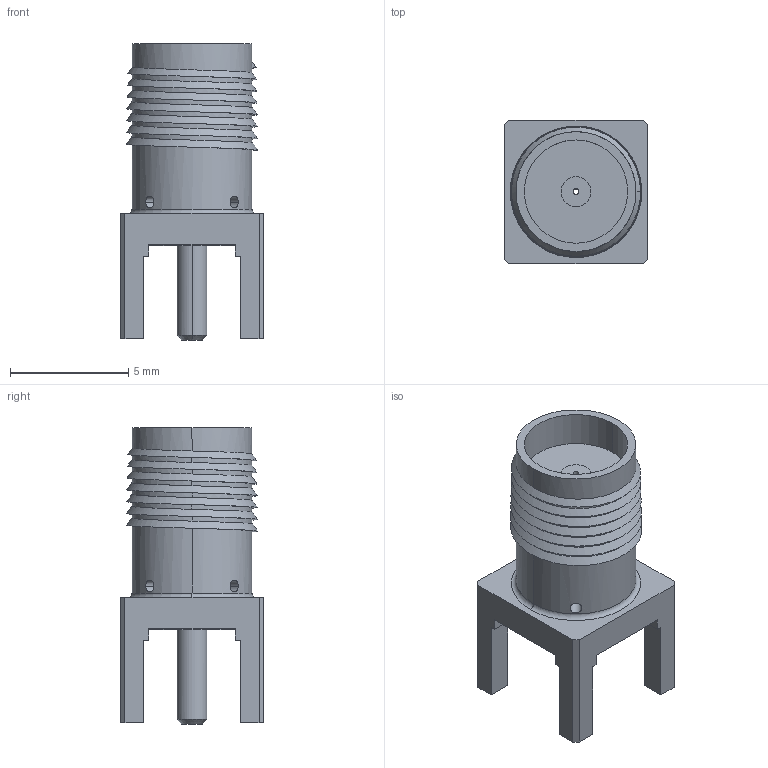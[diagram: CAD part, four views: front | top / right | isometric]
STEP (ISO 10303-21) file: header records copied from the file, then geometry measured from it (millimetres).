
FILE_DESCRIPTION (( 'STEP AP214' ), '1' );
FILE_NAME ('Molex - 73391-0060.STEP', '2011-06-03T00:38:59', ( '' ), ( '' ), 'SwSTEP 2.0', 'SolidWorks 2011', '' );
FILE_SCHEMA (( 'AUTOMOTIVE_DESIGN' ));
Length unit declared in the file: millimetre
Products named in the file (1): Molex - 73391-0060
Bounding box: 6.08 x 6.08 x 12.55 mm (x, y, z)
Volume: 195.2 mm3; surface area: 431.9 mm2
Topology: 2 solids, 2 shells, 92 faces, 251 edges, 162 vertices
Faces by surface type: cylinder 44, plane 41, bspline 3, torus 2, cone 2
Entity records: 6028 total; most frequent: CARTESIAN_POINT 3676, ORIENTED_EDGE 502, DIRECTION 390, EDGE_CURVE 251, VERTEX_POINT 162, LINE 150, VECTOR 150, AXIS2_PLACEMENT_3D 120
